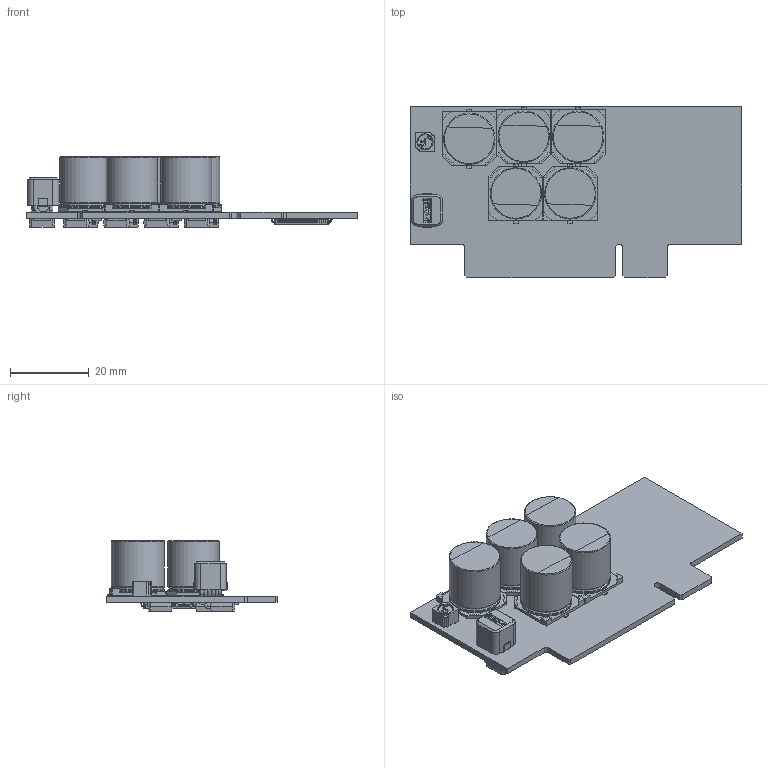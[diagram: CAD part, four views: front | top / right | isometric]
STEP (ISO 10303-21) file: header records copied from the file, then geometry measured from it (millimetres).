
FILE_DESCRIPTION(/* description */ ('FreeCAD Model'),/* implementation_level */ '2;1');
FILE_NAME(/* name */ 'NP5.stp',/* time_stamp */ '2017-11-07T10:28:11+01:00',/* author */ ('angelika.schneid'),/* organization */ (''),/* preprocessor_version */ 'ST-DEVELOPER v16.5',/* originating_system */ 'Autodesk Inventor 2017',/* authorisation */ 'Unknown');
FILE_SCHEMA (('AUTOMOTIVE_DESIGN { 1 0 10303 214 3 1 1 }'));
Products named in the file (20): NP5; Board; C108; C107; T9; T10; T11; T12; T13; T16; T17; T20; C76; L5; IC1; L3; C103; C104; D35; R8
Assembly tree (20 placements, depth 2):
  NP5
    Board
    C108
    C107
    T9
    T10
    T11
    T12
    T13
    T16
    T17
    T20
    R8  x2
    C76
    L5
    IC1
    L3
    C103
    C104
    D35
Bounding box: 84.1 x 43.4 x 17.91 mm (x, y, z)
Volume: 16334.5 mm3; surface area: 17225.3 mm2
Topology: 47 solids, 47 shells, 3207 faces, 8576 edges, 5518 vertices
Faces by surface type: plane 2284, cylinder 787, bspline 76, torus 27, cone 17, sphere 16
Full cylindrical faces by diameter (mm): 0.5 x1, 0.88 x4, 0.9 x4, 1 x1, 1.3 x10, 1.8 x1, 2.8 x1, 3 x2, 3.8 x1, 13 x10
Entity records: 99702 total; most frequent: CARTESIAN_POINT 21054, ORIENTED_EDGE 16480, DIRECTION 15814, EDGE_CURVE 8240, LINE 6468, VECTOR 6468, VERTEX_POINT 5341, AXIS2_PLACEMENT_3D 4673
